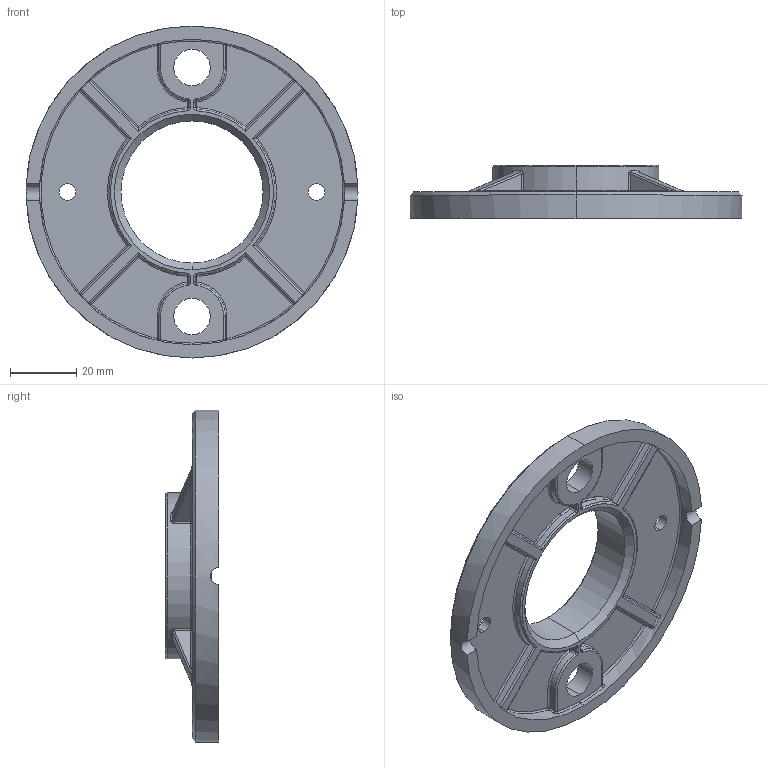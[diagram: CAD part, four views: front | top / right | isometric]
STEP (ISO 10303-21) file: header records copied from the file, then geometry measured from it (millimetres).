
FILE_DESCRIPTION (( 'STEP AP203' ), '1' );
FILE_NAME ('A_0940-042-N.STEP', '2022-12-15T14:19:08', ( '' ), ( '' ), 'SwSTEP 2.0', 'SolidWorks 2019', '' );
FILE_SCHEMA (( 'CONFIG_CONTROL_DESIGN' ));
Length unit declared in the file: millimetre
Products named in the file (1): A_0940-042-N
Bounding box: 100 x 16 x 100 mm (x, y, z)
Volume: 33198.4 mm3; surface area: 20640.4 mm2
Topology: 1 solids, 1 shells, 267 faces, 630 edges, 338 vertices
Faces by surface type: cylinder 114, torus 48, plane 39, bspline 32, sphere 28, cone 6
Entity records: 8651 total; most frequent: CARTESIAN_POINT 2732, DIRECTION 1304, ORIENTED_EDGE 1204, EDGE_CURVE 602, AXIS2_PLACEMENT_3D 550, VERTEX_POINT 338, CIRCLE 314, EDGE_LOOP 278
